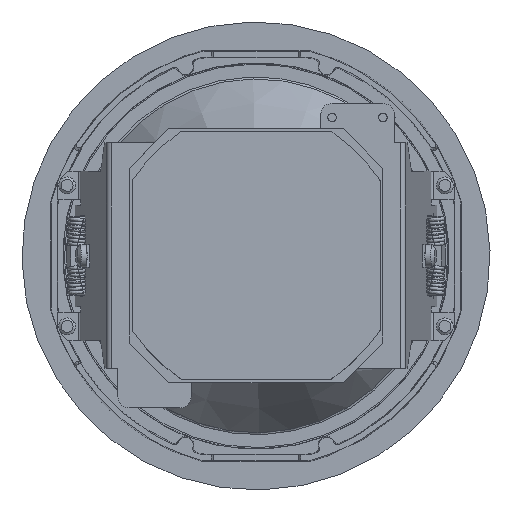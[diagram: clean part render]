
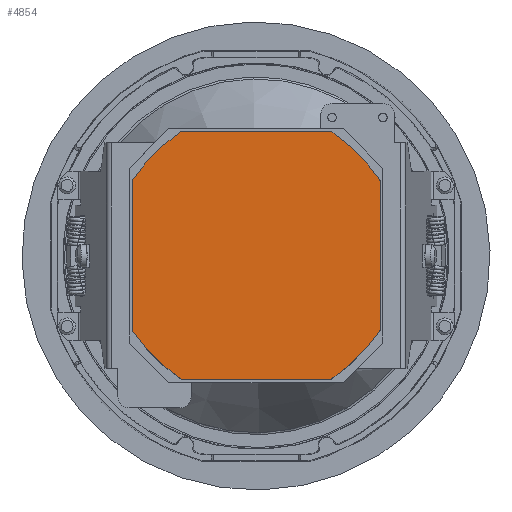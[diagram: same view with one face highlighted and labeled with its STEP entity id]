
A CAD part, top view. The second image highlights one B-rep face of the part: STEP entity #4854.
In plain terms, the highlighted planar face has unit normal (0, 0, 1).
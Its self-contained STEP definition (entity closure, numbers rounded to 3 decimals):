
#571=ELLIPSE('',#19910,1.313,1.313);
#573=ELLIPSE('',#19912,63.553,63.553);
#575=ELLIPSE('',#19914,1.313,1.313);
#577=ELLIPSE('',#19924,1.313,1.313);
#579=ELLIPSE('',#19926,63.553,63.553);
#581=ELLIPSE('',#19928,1.313,1.313);
#999=PLANE('',#19933);
#2578=LINE('',#45772,#3831);
#2583=LINE('',#45788,#3839);
#2588=LINE('',#45804,#3844);
#2593=LINE('',#45820,#3852);
#3831=VECTOR('',#24321,1.);
#3839=VECTOR('',#24343,1.);
#3844=VECTOR('',#24362,1.);
#3852=VECTOR('',#24384,1.);
#4854=ADVANCED_FACE('',(#5935),#999,.F.);
#5935=FACE_OUTER_BOUND('',#6996,.T.);
#6996=EDGE_LOOP('',(#12709,#12710,#12711,#12712,#12713,#12714,#12715,#12716,
#12717,#12718,#12719,#12720,#12721,#12722,#12723,#12724));
#12709=ORIENTED_EDGE('',*,*,#17385,.F.);
#12710=ORIENTED_EDGE('',*,*,#17415,.F.);
#12711=ORIENTED_EDGE('',*,*,#17413,.F.);
#12712=ORIENTED_EDGE('',*,*,#17411,.F.);
#12713=ORIENTED_EDGE('',*,*,#17409,.F.);
#12714=ORIENTED_EDGE('',*,*,#17407,.F.);
#12715=ORIENTED_EDGE('',*,*,#17405,.F.);
#12716=ORIENTED_EDGE('',*,*,#17403,.F.);
#12717=ORIENTED_EDGE('',*,*,#17401,.F.);
#12718=ORIENTED_EDGE('',*,*,#17399,.F.);
#12719=ORIENTED_EDGE('',*,*,#17397,.F.);
#12720=ORIENTED_EDGE('',*,*,#17395,.F.);
#12721=ORIENTED_EDGE('',*,*,#17393,.F.);
#12722=ORIENTED_EDGE('',*,*,#17391,.F.);
#12723=ORIENTED_EDGE('',*,*,#17389,.F.);
#12724=ORIENTED_EDGE('',*,*,#17387,.F.);
#14696=VERTEX_POINT('',#45763);
#14697=VERTEX_POINT('',#45765);
#14698=VERTEX_POINT('',#45769);
#14699=VERTEX_POINT('',#45773);
#14700=VERTEX_POINT('',#45777);
#14701=VERTEX_POINT('',#45781);
#14702=VERTEX_POINT('',#45785);
#14703=VERTEX_POINT('',#45789);
#14704=VERTEX_POINT('',#45793);
#14705=VERTEX_POINT('',#45797);
#14706=VERTEX_POINT('',#45801);
#14707=VERTEX_POINT('',#45805);
#14708=VERTEX_POINT('',#45809);
#14709=VERTEX_POINT('',#45813);
#14710=VERTEX_POINT('',#45817);
#14711=VERTEX_POINT('',#45821);
#17385=EDGE_CURVE('',#14696,#14697,#18285,.T.);
#17387=EDGE_CURVE('',#14697,#14698,#18286,.T.);
#17389=EDGE_CURVE('',#14698,#14699,#2578,.T.);
#17391=EDGE_CURVE('',#14699,#14700,#571,.T.);
#17393=EDGE_CURVE('',#14700,#14701,#573,.T.);
#17395=EDGE_CURVE('',#14701,#14702,#575,.T.);
#17397=EDGE_CURVE('',#14702,#14703,#2583,.T.);
#17399=EDGE_CURVE('',#14703,#14704,#18287,.T.);
#17401=EDGE_CURVE('',#14704,#14705,#18288,.T.);
#17403=EDGE_CURVE('',#14705,#14706,#18289,.T.);
#17405=EDGE_CURVE('',#14706,#14707,#2588,.T.);
#17407=EDGE_CURVE('',#14707,#14708,#577,.T.);
#17409=EDGE_CURVE('',#14708,#14709,#579,.T.);
#17411=EDGE_CURVE('',#14709,#14710,#581,.T.);
#17413=EDGE_CURVE('',#14710,#14711,#2593,.T.);
#17415=EDGE_CURVE('',#14711,#14696,#18290,.T.);
#18285=CIRCLE('',#19905,63.859);
#18286=CIRCLE('',#19907,1.313);
#18287=CIRCLE('',#19917,1.313);
#18288=CIRCLE('',#19919,63.859);
#18289=CIRCLE('',#19921,1.313);
#18290=CIRCLE('',#19931,1.313);
#19905=AXIS2_PLACEMENT_3D('',#45764,#24311,#24312);
#19907=AXIS2_PLACEMENT_3D('',#45768,#24316,#24317);
#19910=AXIS2_PLACEMENT_3D('',#45776,#24325,#24326);
#19912=AXIS2_PLACEMENT_3D('',#45780,#24331,#24332);
#19914=AXIS2_PLACEMENT_3D('',#45784,#24337,#24338);
#19917=AXIS2_PLACEMENT_3D('',#45792,#24347,#24348);
#19919=AXIS2_PLACEMENT_3D('',#45796,#24352,#24353);
#19921=AXIS2_PLACEMENT_3D('',#45800,#24357,#24358);
#19924=AXIS2_PLACEMENT_3D('',#45808,#24366,#24367);
#19926=AXIS2_PLACEMENT_3D('',#45812,#24372,#24373);
#19928=AXIS2_PLACEMENT_3D('',#45816,#24378,#24379);
#19931=AXIS2_PLACEMENT_3D('',#45824,#24388,#24389);
#19933=AXIS2_PLACEMENT_3D('',#45826,#24392,#24393);
#24311=DIRECTION('',(0.,0.,-1.));
#24312=DIRECTION('',(-0.707,0.707,0.));
#24316=DIRECTION('',(0.,0.,-1.));
#24317=DIRECTION('',(0.707,-0.707,0.));
#24321=DIRECTION('',(1.,-0.001,0.));
#24325=DIRECTION('',(0.,0.,-1.));
#24326=DIRECTION('',(-1.,0.,0.));
#24331=DIRECTION('',(0.,0.,-1.));
#24332=DIRECTION('',(-0.761,0.648,0.));
#24337=DIRECTION('',(0.,0.,-1.));
#24338=DIRECTION('',(0.,-1.,0.));
#24343=DIRECTION('',(0.,-1.,0.));
#24347=DIRECTION('',(0.,0.,-1.));
#24348=DIRECTION('',(0.707,-0.707,0.));
#24352=DIRECTION('',(0.,0.,-1.));
#24353=DIRECTION('',(-0.707,0.707,0.));
#24357=DIRECTION('',(0.,0.,-1.));
#24358=DIRECTION('',(0.707,-0.707,0.));
#24362=DIRECTION('',(-1.,0.,0.));
#24366=DIRECTION('',(0.,0.,-1.));
#24367=DIRECTION('',(-1.,0.,0.));
#24372=DIRECTION('',(0.,0.,-1.));
#24373=DIRECTION('',(0.65,-0.76,0.));
#24378=DIRECTION('',(0.,0.,-1.));
#24379=DIRECTION('',(0.,-1.,0.));
#24384=DIRECTION('',(0.,1.,0.));
#24388=DIRECTION('',(0.,0.,-1.));
#24389=DIRECTION('',(0.707,-0.707,0.));
#24392=DIRECTION('',(0.,0.,-1.));
#24393=DIRECTION('',(-1.,0.,0.));
#45763=CARTESIAN_POINT('',(-43.707,26.872,108.108));
#45764=CARTESIAN_POINT('',(9.122,-9.003,108.101));
#45765=CARTESIAN_POINT('',(-26.754,43.826,108.108));
#45768=CARTESIAN_POINT('',(-26.016,42.74,108.107));
#45769=CARTESIAN_POINT('',(-26.016,44.053,108.107));
#45772=CARTESIAN_POINT('',(-26.016,44.053,108.107));
#45773=CARTESIAN_POINT('',(26.188,44.026,108.103));
#45776=CARTESIAN_POINT('',(26.188,42.714,108.103));
#45777=CARTESIAN_POINT('',(26.925,43.799,108.103));
#45780=CARTESIAN_POINT('',(-8.79,-8.769,108.102));
#45781=CARTESIAN_POINT('',(43.84,26.855,108.1));
#45784=CARTESIAN_POINT('',(42.753,26.119,108.1));
#45785=CARTESIAN_POINT('',(44.066,26.119,108.1));
#45788=CARTESIAN_POINT('',(44.066,26.119,108.1));
#45789=CARTESIAN_POINT('',(44.067,-26.028,108.097));
#45792=CARTESIAN_POINT('',(42.754,-26.028,108.097));
#45793=CARTESIAN_POINT('',(43.84,-26.765,108.097));
#45796=CARTESIAN_POINT('',(-8.99,9.109,108.104));
#45797=CARTESIAN_POINT('',(26.886,-43.72,108.097));
#45800=CARTESIAN_POINT('',(26.149,-42.634,108.097));
#45801=CARTESIAN_POINT('',(26.149,-43.947,108.097));
#45804=CARTESIAN_POINT('',(26.149,-43.947,108.097));
#45805=CARTESIAN_POINT('',(-25.998,-43.947,108.102));
#45808=CARTESIAN_POINT('',(-25.998,-42.635,108.102));
#45809=CARTESIAN_POINT('',(-26.734,-43.722,108.102));
#45812=CARTESIAN_POINT('',(8.888,8.91,108.102));
#45813=CARTESIAN_POINT('',(-43.707,-26.766,108.104));
#45816=CARTESIAN_POINT('',(-42.621,-26.029,108.104));
#45817=CARTESIAN_POINT('',(-43.933,-26.03,108.104));
#45820=CARTESIAN_POINT('',(-43.933,-26.03,108.104));
#45821=CARTESIAN_POINT('',(-43.934,26.134,108.108));
#45824=CARTESIAN_POINT('',(-42.622,26.134,108.108));
#45826=CARTESIAN_POINT('',(26.188,42.714,108.103));
